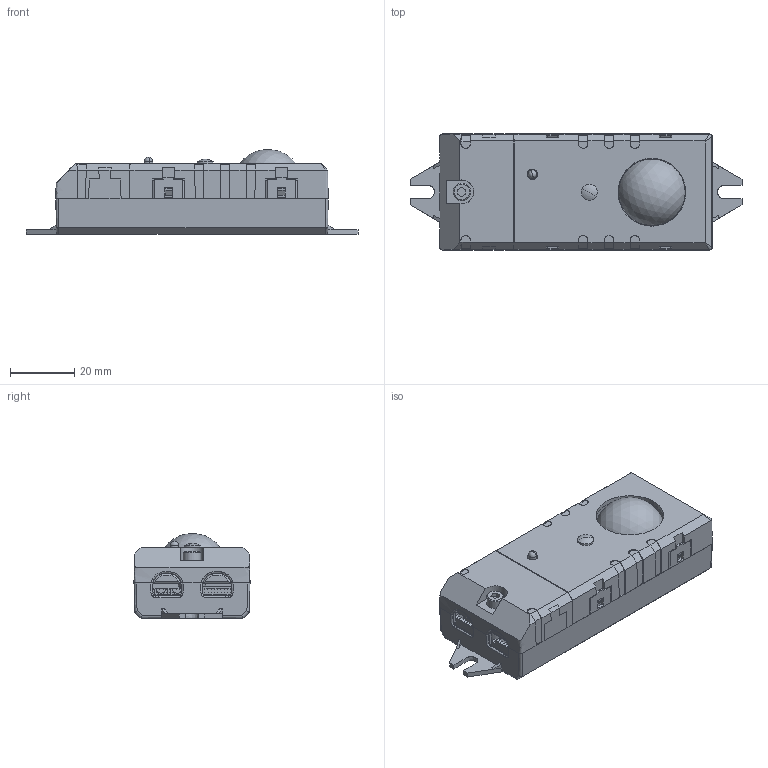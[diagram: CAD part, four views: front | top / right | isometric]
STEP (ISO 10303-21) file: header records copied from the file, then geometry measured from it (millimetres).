
FILE_DESCRIPTION(('Creo Elements/Direct Modeling STEP Export'),'2;1');
FILE_NAME('3D_Blu2Light_MultiSensor_XL.stp','2019-12-17T 7:09:21',(''),(''),'PTC Creo Elements/Direct Modeling STEP processor for AP214 (Solid Model)','PTC Creo Elements/Direct Modeling 19.0E 27-Jun-2016 (C) Parametric Technology GmbH','');
FILE_SCHEMA(('AUTOMOTIVE_DESIGN { 1 0 10303 214 1 1 1 1 }'));
Length unit declared in the file: millimetre
Products named in the file (5): casing1; casing; screw; casing2; 3D_Blu2Light_MultiSensor_XL
Assembly tree (4 placements, depth 2):
  3D_Blu2Light_MultiSensor_XL
    casing2
    screw
    casing
    casing1
Bounding box: 103 x 36 x 26.33 mm (x, y, z)
Volume: 14557.8 mm3; surface area: 35164.4 mm2
Topology: 3 solids, 17 shells, 1273 faces, 3251 edges, 1992 vertices
Faces by surface type: plane 1082, cylinder 76, bspline 71, cone 27, extrusion 8, torus 6, sphere 3
Entity records: 56567 total; most frequent: CARTESIAN_POINT 16789, ORIENTED_EDGE 6715, DIRECTION 5333, EDGE_CURVE 3245, VECTOR 2711, LINE 2703, VERTEX_POINT 1992, EDGE_LOOP 1352
